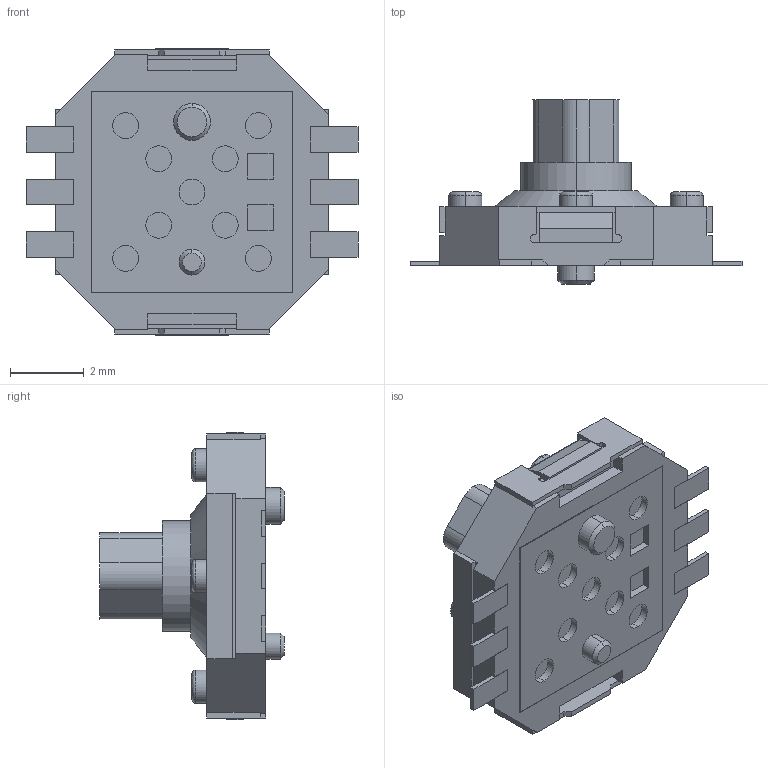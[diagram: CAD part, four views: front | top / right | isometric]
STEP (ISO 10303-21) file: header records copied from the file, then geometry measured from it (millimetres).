
FILE_DESCRIPTION (( 'STEP AP214' ), '1' );
FILE_NAME ('JS1400AFQ.STEP', '2022-07-25T11:33:29', ( '' ), ( '' ), 'SwSTEP 2.0', 'SolidWorks 2017', '' );
FILE_SCHEMA (( 'AUTOMOTIVE_DESIGN' ));
Length unit declared in the file: millimetre
Products named in the file (4): Body2; JS1400AFQ; Body1
Assembly tree (3 placements, depth 3):
  JS1400AFQ
    JS1400AFQ
      Body1
      Body2
Bounding box: 9 x 5 x 7.8 mm (x, y, z)
Volume: 79.2 mm3; surface area: 327 mm2
Topology: 2 solids, 6 shells, 284 faces, 721 edges, 472 vertices
Faces by surface type: plane 193, cylinder 71, cone 12, bspline 8
Entity records: 11857 total; most frequent: CARTESIAN_POINT 1628, DIRECTION 1443, ORIENTED_EDGE 1442, EDGE_CURVE 721, LINE 549, VECTOR 549, VERTEX_POINT 472, AXIS2_PLACEMENT_3D 447
